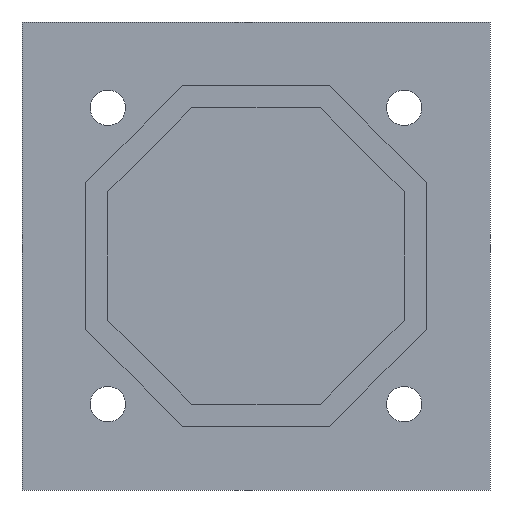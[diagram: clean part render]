
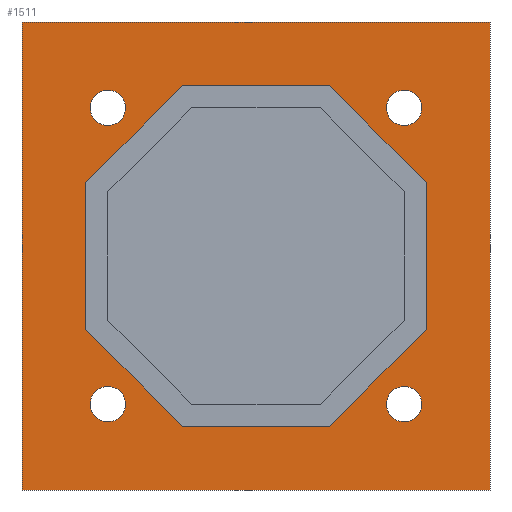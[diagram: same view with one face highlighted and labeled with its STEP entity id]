
A CAD part, front view. The second image highlights one B-rep face of the part: STEP entity #1511.
In plain terms, the highlighted planar face has unit normal (0, -1, 0).
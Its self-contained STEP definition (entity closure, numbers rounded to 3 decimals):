
#35=CIRCLE('',#1591,1.2);
#36=CIRCLE('',#1592,1.2);
#37=CIRCLE('',#1593,1.2);
#38=CIRCLE('',#1594,1.2);
#50=FACE_BOUND('',#355,.T.);
#51=FACE_BOUND('',#356,.T.);
#52=FACE_BOUND('',#357,.T.);
#53=FACE_BOUND('',#358,.T.);
#54=FACE_BOUND('',#359,.T.);
#259=FACE_OUTER_BOUND('',#354,.T.);
#354=EDGE_LOOP('',(#1355,#1356,#1357,#1358));
#355=EDGE_LOOP('',(#1359));
#356=EDGE_LOOP('',(#1360));
#357=EDGE_LOOP('',(#1361));
#358=EDGE_LOOP('',(#1362));
#359=EDGE_LOOP('',(#1363,#1364,#1365,#1366,#1367,#1368,#1369,#1370));
#367=LINE('',#1856,#485);
#370=LINE('',#1862,#488);
#373=LINE('',#1868,#491);
#376=LINE('',#1872,#494);
#455=LINE('',#3593,#573);
#459=LINE('',#3601,#577);
#462=LINE('',#3607,#580);
#465=LINE('',#3613,#583);
#468=LINE('',#3619,#586);
#471=LINE('',#3625,#589);
#474=LINE('',#3631,#592);
#477=LINE('',#3636,#595);
#485=VECTOR('',#1613,10.);
#488=VECTOR('',#1618,10.);
#491=VECTOR('',#1623,10.);
#494=VECTOR('',#1628,10.);
#573=VECTOR('',#1779,10.);
#577=VECTOR('',#1785,10.);
#580=VECTOR('',#1790,10.);
#583=VECTOR('',#1795,10.);
#586=VECTOR('',#1800,10.);
#589=VECTOR('',#1805,10.);
#592=VECTOR('',#1810,10.);
#595=VECTOR('',#1815,10.);
#603=VERTEX_POINT('',#1853);
#604=VERTEX_POINT('',#1855);
#606=VERTEX_POINT('',#1861);
#608=VERTEX_POINT('',#1867);
#725=VERTEX_POINT('',#3591);
#726=VERTEX_POINT('',#3592);
#729=VERTEX_POINT('',#3600);
#731=VERTEX_POINT('',#3606);
#733=VERTEX_POINT('',#3612);
#735=VERTEX_POINT('',#3618);
#737=VERTEX_POINT('',#3624);
#739=VERTEX_POINT('',#3630);
#741=VERTEX_POINT('',#3640);
#742=VERTEX_POINT('',#3642);
#743=VERTEX_POINT('',#3644);
#744=VERTEX_POINT('',#3646);
#747=EDGE_CURVE('',#604,#603,#367,.T.);
#750=EDGE_CURVE('',#606,#604,#370,.T.);
#753=EDGE_CURVE('',#608,#606,#373,.T.);
#756=EDGE_CURVE('',#603,#608,#376,.T.);
#931=EDGE_CURVE('',#725,#726,#455,.T.);
#935=EDGE_CURVE('',#726,#729,#459,.T.);
#938=EDGE_CURVE('',#729,#731,#462,.T.);
#941=EDGE_CURVE('',#731,#733,#465,.T.);
#944=EDGE_CURVE('',#733,#735,#468,.T.);
#947=EDGE_CURVE('',#735,#737,#471,.T.);
#950=EDGE_CURVE('',#737,#739,#474,.T.);
#953=EDGE_CURVE('',#739,#725,#477,.T.);
#955=EDGE_CURVE('',#741,#741,#35,.T.);
#956=EDGE_CURVE('',#742,#742,#36,.T.);
#957=EDGE_CURVE('',#743,#743,#37,.T.);
#958=EDGE_CURVE('',#744,#744,#38,.T.);
#1355=ORIENTED_EDGE('',*,*,#753,.T.);
#1356=ORIENTED_EDGE('',*,*,#750,.T.);
#1357=ORIENTED_EDGE('',*,*,#747,.T.);
#1358=ORIENTED_EDGE('',*,*,#756,.T.);
#1359=ORIENTED_EDGE('',*,*,#955,.F.);
#1360=ORIENTED_EDGE('',*,*,#956,.F.);
#1361=ORIENTED_EDGE('',*,*,#957,.F.);
#1362=ORIENTED_EDGE('',*,*,#958,.F.);
#1363=ORIENTED_EDGE('',*,*,#931,.T.);
#1364=ORIENTED_EDGE('',*,*,#935,.T.);
#1365=ORIENTED_EDGE('',*,*,#938,.T.);
#1366=ORIENTED_EDGE('',*,*,#941,.T.);
#1367=ORIENTED_EDGE('',*,*,#944,.T.);
#1368=ORIENTED_EDGE('',*,*,#947,.T.);
#1369=ORIENTED_EDGE('',*,*,#950,.T.);
#1370=ORIENTED_EDGE('',*,*,#953,.T.);
#1431=PLANE('',#1590);
#1511=ADVANCED_FACE('',(#259,#50,#51,#52,#53,#54),#1431,.F.);
#1590=AXIS2_PLACEMENT_3D('',#3639,#1819,#1820);
#1591=AXIS2_PLACEMENT_3D('',#3641,#1821,#1822);
#1592=AXIS2_PLACEMENT_3D('',#3643,#1823,#1824);
#1593=AXIS2_PLACEMENT_3D('',#3645,#1825,#1826);
#1594=AXIS2_PLACEMENT_3D('',#3647,#1827,#1828);
#1613=DIRECTION('',(0.,0.,1.));
#1618=DIRECTION('',(1.,0.,0.));
#1623=DIRECTION('',(0.,0.,-1.));
#1628=DIRECTION('',(-1.,0.,0.));
#1779=DIRECTION('',(0.,0.,1.));
#1785=DIRECTION('',(0.707,0.,0.707));
#1790=DIRECTION('',(1.,0.,0.));
#1795=DIRECTION('',(0.707,0.,-0.707));
#1800=DIRECTION('',(0.,0.,-1.));
#1805=DIRECTION('',(-0.707,0.,-0.707));
#1810=DIRECTION('',(-1.,0.,0.));
#1815=DIRECTION('',(-0.707,0.,0.707));
#1819=DIRECTION('center_axis',(0.,1.,0.));
#1820=DIRECTION('ref_axis',(1.,0.,0.));
#1821=DIRECTION('center_axis',(0.,-1.,0.));
#1822=DIRECTION('ref_axis',(1.,0.,0.));
#1823=DIRECTION('center_axis',(0.,-1.,0.));
#1824=DIRECTION('ref_axis',(1.,0.,0.));
#1825=DIRECTION('center_axis',(0.,-1.,0.));
#1826=DIRECTION('ref_axis',(1.,0.,0.));
#1827=DIRECTION('center_axis',(0.,-1.,0.));
#1828=DIRECTION('ref_axis',(1.,0.,0.));
#1853=CARTESIAN_POINT('',(15.8,0.,15.8));
#1855=CARTESIAN_POINT('',(15.8,0.,-15.8));
#1856=CARTESIAN_POINT('',(15.8,0.,-7.9));
#1861=CARTESIAN_POINT('',(-15.8,0.,-15.8));
#1862=CARTESIAN_POINT('',(-7.9,0.,-15.8));
#1867=CARTESIAN_POINT('',(-15.8,0.,15.8));
#1868=CARTESIAN_POINT('',(-15.8,0.,7.9));
#1872=CARTESIAN_POINT('',(7.9,0.,15.8));
#3591=CARTESIAN_POINT('',(-11.5,0.,-4.964));
#3592=CARTESIAN_POINT('',(-11.5,0.,4.964));
#3593=CARTESIAN_POINT('',(-11.5,0.,2.482));
#3600=CARTESIAN_POINT('',(-4.964,0.,11.5));
#3601=CARTESIAN_POINT('',(-6.598,0.,9.866));
#3606=CARTESIAN_POINT('',(4.964,0.,11.5));
#3607=CARTESIAN_POINT('',(2.482,0.,11.5));
#3612=CARTESIAN_POINT('',(11.5,0.,4.964));
#3613=CARTESIAN_POINT('',(9.866,0.,6.598));
#3618=CARTESIAN_POINT('',(11.5,0.,-4.964));
#3619=CARTESIAN_POINT('',(11.5,0.,-2.482));
#3624=CARTESIAN_POINT('',(4.964,0.,-11.5));
#3625=CARTESIAN_POINT('',(6.598,0.,-9.866));
#3630=CARTESIAN_POINT('',(-4.964,0.,-11.5));
#3631=CARTESIAN_POINT('',(-2.482,0.,-11.5));
#3636=CARTESIAN_POINT('',(-9.866,0.,-6.598));
#3639=CARTESIAN_POINT('Origin',(0.,0.,0.));
#3640=CARTESIAN_POINT('',(8.8,0.,10.));
#3641=CARTESIAN_POINT('Origin',(10.,0.,10.));
#3642=CARTESIAN_POINT('',(-11.2,0.,-10.));
#3643=CARTESIAN_POINT('Origin',(-10.,0.,-10.));
#3644=CARTESIAN_POINT('',(8.8,0.,-10.));
#3645=CARTESIAN_POINT('Origin',(10.,0.,-10.));
#3646=CARTESIAN_POINT('',(-11.2,0.,10.));
#3647=CARTESIAN_POINT('Origin',(-10.,0.,10.));
